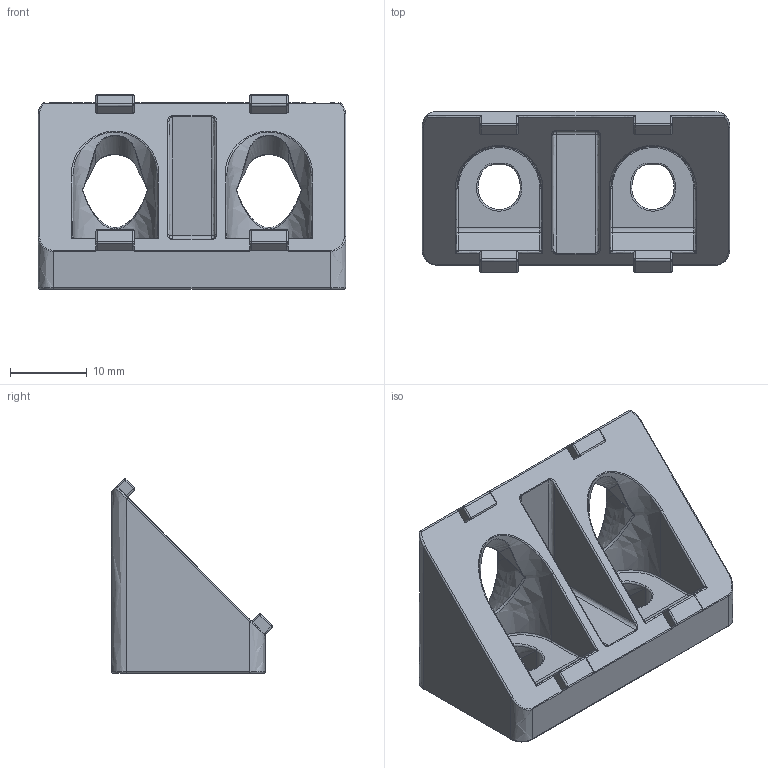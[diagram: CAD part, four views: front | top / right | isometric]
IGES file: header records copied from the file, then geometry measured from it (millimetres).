
Global section: file name: 04045; native system: Autodesk Inventor 2016; preprocessor: unknown; author: Turek; organization: Alutec K&K; date: 20180811.134210; units: millimetre
Bounding box: 40 x 20.98 x 25.28 mm (x, y, z)
Volume: 7092.2 mm3; surface area: 4957.2 mm2
Topology: 1 solids, 1 shells, 337 faces, 765 edges, 422 vertices
Faces by surface type: bspline 337
